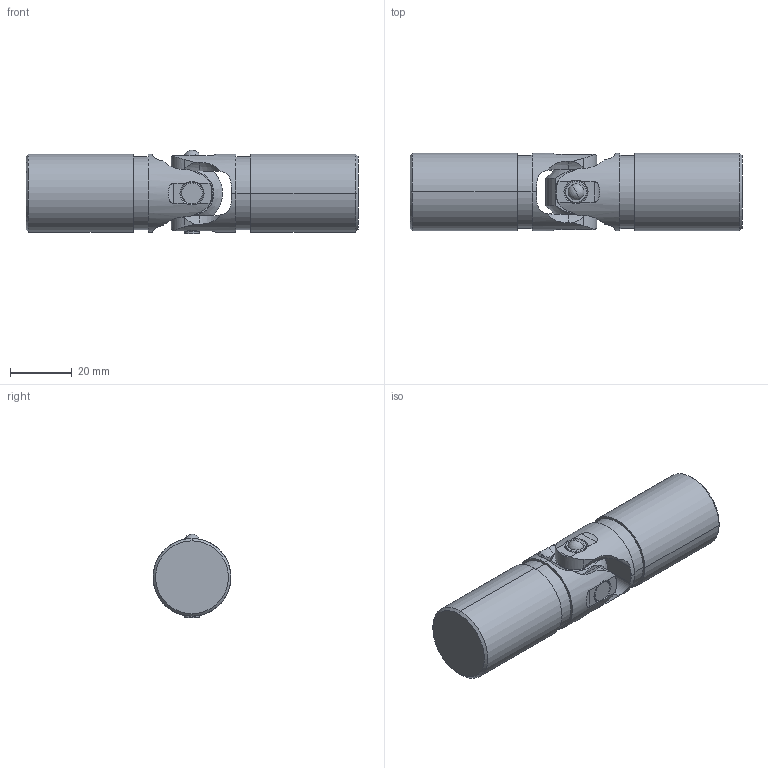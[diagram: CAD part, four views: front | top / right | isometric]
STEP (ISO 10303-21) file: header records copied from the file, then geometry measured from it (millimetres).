
FILE_DESCRIPTION (( 'STEP AP214' ), '1' );
FILE_NAME ('UJ-LV1000.STEP', '2018-06-08T20:01:46', ( 'rick' ), ( 'Hewlett-Packard Company' ), 'SwSTEP 2.0', 'SolidWorks 2017', '' );
FILE_SCHEMA (( 'AUTOMOTIVE_DESIGN' ));
Length unit declared in the file: inch
Products named in the file (6): UJ-LV1000; MIL Spec Long Pin_MS20271B16-5A; MIL Spec Short Pin_MS20271B16-4A; RIVET_HS1000-3A - Clinch; MIL Spec Block_MS20271B16-2A; LVY1000_LVY1000
Assembly tree (7 placements, depth 2):
  UJ-LV1000
    LVY1000_LVY1000  x2
    MIL Spec Block_MS20271B16-2A
    RIVET_HS1000-3A - Clinch
    MIL Spec Short Pin_MS20271B16-4A  x2
    MIL Spec Long Pin_MS20271B16-5A
Bounding box: 107.95 x 25.27 x 27.18 mm (x, y, z)
Volume: 49400.2 mm3; surface area: 14549.7 mm2
Topology: 7 solids, 7 shells, 197 faces, 514 edges, 329 vertices
Faces by surface type: plane 69, cylinder 64, cone 52, sphere 10, torus 2
Entity records: 5182 total; most frequent: CARTESIAN_POINT 1334, DIRECTION 670, ORIENTED_EDGE 656, EDGE_CURVE 328, AXIS2_PLACEMENT_3D 275, VERTEX_POINT 209, EDGE_LOOP 139, CIRCLE 138
